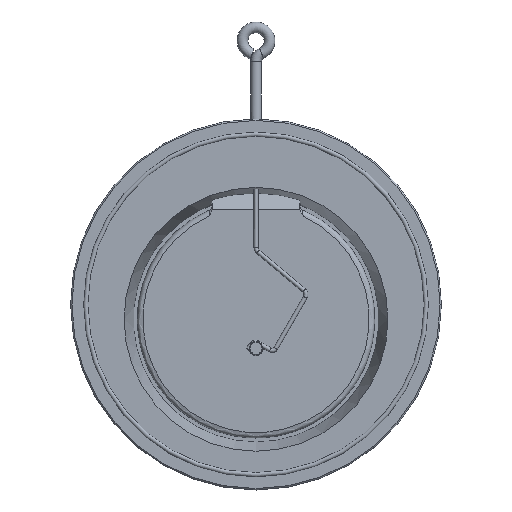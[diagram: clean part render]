
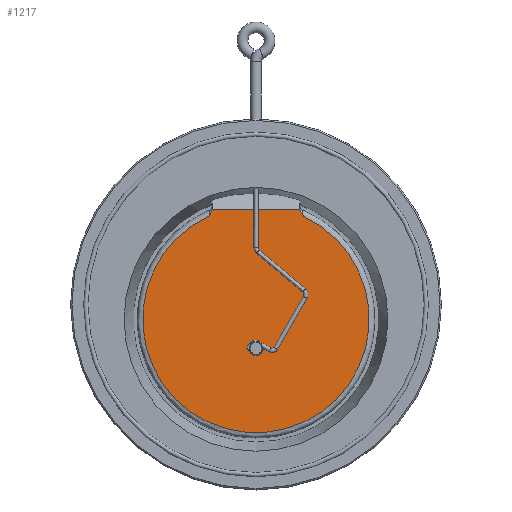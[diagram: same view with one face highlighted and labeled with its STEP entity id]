
A CAD part, top view. The second image highlights one B-rep face of the part: STEP entity #1217.
In plain terms, the highlighted planar face has unit normal (0, 0, 1).
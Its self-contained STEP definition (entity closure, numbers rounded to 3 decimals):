
#181 = DIRECTION ( 'NONE',  ( -1., 0., 0. ) ) ;
#227 = CARTESIAN_POINT ( 'NONE',  ( -32.529, 70.456, -7.21 ) ) ;
#238 = CARTESIAN_POINT ( 'NONE',  ( 0., 70.456, -7.21 ) ) ;
#298 = VERTEX_POINT ( 'NONE', #1958 ) ;
#423 = EDGE_LOOP ( 'NONE', ( #977 ) ) ;
#435 = AXIS2_PLACEMENT_3D ( 'NONE', #999, #1996, #690 ) ;
#504 = CIRCLE ( 'NONE', #1703, 5.4 ) ;
#518 = DIRECTION ( 'NONE',  ( 1., 0., 0. ) ) ;
#521 = B_SPLINE_CURVE_WITH_KNOTS ( 'NONE', 3,
 ( #858, #876, #749, #740, #709, #648, #592, #630, #557, #576 ),
 .UNSPECIFIED., .F., .F.,
 ( 4, 2, 2, 2, 4 ),
 ( 0., 0.001, 0.003, 0.004, 0.006 ),
 .UNSPECIFIED. ) ;
#557 = CARTESIAN_POINT ( 'NONE',  ( -34.732, 65.753, -7.21 ) ) ;
#569 = DIRECTION ( 'NONE',  ( 0., 0., -1. ) ) ;
#576 = CARTESIAN_POINT ( 'NONE',  ( -35., 65.361, -7.21 ) ) ;
#578 = CARTESIAN_POINT ( 'NONE',  ( 33.237, 68.187, -7.21 ) ) ;
#583 = CARTESIAN_POINT ( 'NONE',  ( 0., -32.5, -7.21 ) ) ;
#592 = CARTESIAN_POINT ( 'NONE',  ( -33.943, 66.946, -7.21 ) ) ;
#630 = CARTESIAN_POINT ( 'NONE',  ( -34.462, 66.148, -7.21 ) ) ;
#648 = CARTESIAN_POINT ( 'NONE',  ( -33.693, 67.351, -7.21 ) ) ;
#669 = CARTESIAN_POINT ( 'NONE',  ( 35., 65.361, -7.21 ) ) ;
#690 = DIRECTION ( 'NONE',  ( 1., 0., 0. ) ) ;
#702 = EDGE_LOOP ( 'NONE', ( #1841, #1137, #1718, #1480 ) ) ;
#706 = EDGE_CURVE ( 'NONE', #885, #1307, #1756, .T. ) ;
#709 = CARTESIAN_POINT ( 'NONE',  ( -33.237, 68.187, -7.21 ) ) ;
#740 = CARTESIAN_POINT ( 'NONE',  ( -33.03, 68.622, -7.21 ) ) ;
#749 = CARTESIAN_POINT ( 'NONE',  ( -32.703, 69.517, -7.21 ) ) ;
#858 = CARTESIAN_POINT ( 'NONE',  ( -32.529, 70.456, -7.21 ) ) ;
#876 = CARTESIAN_POINT ( 'NONE',  ( -32.582, 69.977, -7.21 ) ) ;
#885 = VERTEX_POINT ( 'NONE', #1315 ) ;
#898 = CIRCLE ( 'NONE', #1793, 84. ) ;
#977 = ORIENTED_EDGE ( 'NONE', *, *, #1671, .T. ) ;
#999 = CARTESIAN_POINT ( 'NONE',  ( 0., 73., -7.21 ) ) ;
#1137 = ORIENTED_EDGE ( 'NONE', *, *, #2126, .T. ) ;
#1217 = ADVANCED_FACE ( 'NONE', ( #1294, #1219 ), #1363, .F. ) ;
#1219 = FACE_OUTER_BOUND ( 'NONE', #702, .T. ) ;
#1235 = CARTESIAN_POINT ( 'NONE',  ( -35., 65.361, -7.21 ) ) ;
#1237 = CARTESIAN_POINT ( 'NONE',  ( 32.529, 70.456, -7.21 ) ) ;
#1277 = CARTESIAN_POINT ( 'NONE',  ( 33.03, 68.622, -7.21 ) ) ;
#1294 = FACE_BOUND ( 'NONE', #423, .T. ) ;
#1307 = VERTEX_POINT ( 'NONE', #227 ) ;
#1315 = CARTESIAN_POINT ( 'NONE',  ( 32.529, 70.456, -7.21 ) ) ;
#1316 = CARTESIAN_POINT ( 'NONE',  ( 32.582, 69.977, -7.21 ) ) ;
#1320 = CARTESIAN_POINT ( 'NONE',  ( 34.463, 66.147, -7.21 ) ) ;
#1328 = CARTESIAN_POINT ( 'NONE',  ( 32.703, 69.517, -7.21 ) ) ;
#1363 = PLANE ( 'NONE',  #435 ) ;
#1387 = CARTESIAN_POINT ( 'NONE',  ( 33.92, 66.933, -7.21 ) ) ;
#1444 = CARTESIAN_POINT ( 'NONE',  ( 35., 65.361, -7.21 ) ) ;
#1445 = EDGE_CURVE ( 'NONE', #1673, #2159, #898, .T. ) ;
#1480 = ORIENTED_EDGE ( 'NONE', *, *, #1496, .T. ) ;
#1496 = EDGE_CURVE ( 'NONE', #1307, #2159, #521, .T. ) ;
#1671 = EDGE_CURVE ( 'NONE', #298, #298, #504, .T. ) ;
#1673 = VERTEX_POINT ( 'NONE', #669 ) ;
#1703 = AXIS2_PLACEMENT_3D ( 'NONE', #583, #569, #518 ) ;
#1718 = ORIENTED_EDGE ( 'NONE', *, *, #706, .T. ) ;
#1756 = LINE ( 'NONE', #238, #1779 ) ;
#1779 = VECTOR ( 'NONE', #181, 1000. ) ;
#1793 = AXIS2_PLACEMENT_3D ( 'NONE', #1901, #1902, #1910 ) ;
#1841 = ORIENTED_EDGE ( 'NONE', *, *, #1445, .F. ) ;
#1901 = CARTESIAN_POINT ( 'NONE',  ( 0., -11., -7.21 ) ) ;
#1902 = DIRECTION ( 'NONE',  ( 0., 0., -1. ) ) ;
#1910 = DIRECTION ( 'NONE',  ( 1., 0., 0. ) ) ;
#1958 = CARTESIAN_POINT ( 'NONE',  ( 5.4, -32.5, -7.21 ) ) ;
#1996 = DIRECTION ( 'NONE',  ( 0., 0., -1. ) ) ;
#2126 = EDGE_CURVE ( 'NONE', #1673, #885, #2185, .T. ) ;
#2159 = VERTEX_POINT ( 'NONE', #1235 ) ;
#2185 = B_SPLINE_CURVE_WITH_KNOTS ( 'NONE', 3,
 ( #1444, #1320, #1387, #578, #1277, #1328, #1316, #1237 ),
 .UNSPECIFIED., .F., .F.,
 ( 4, 2, 2, 4 ),
 ( 0., 0.003, 0.004, 0.006 ),
 .UNSPECIFIED. ) ;
